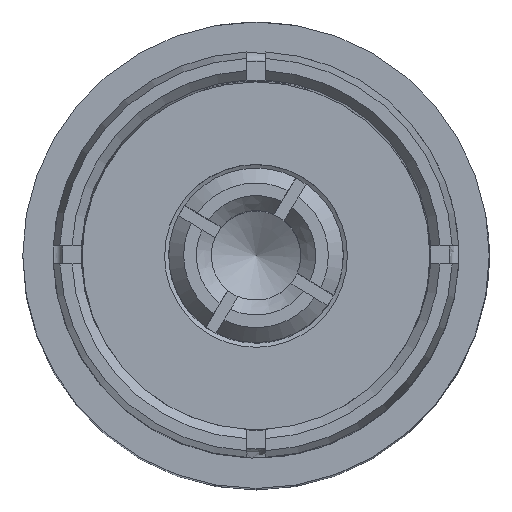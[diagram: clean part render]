
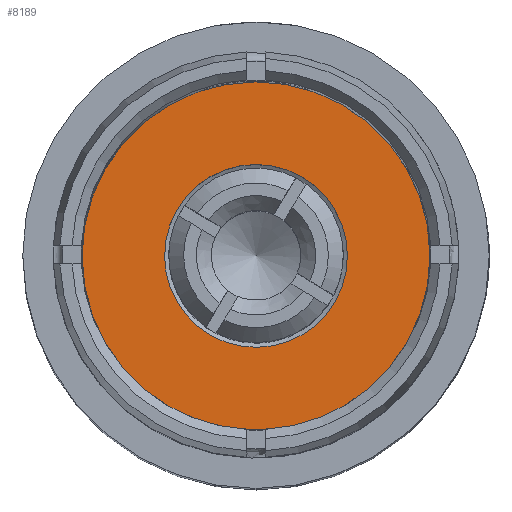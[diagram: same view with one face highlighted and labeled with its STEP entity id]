
A CAD part, top view. The second image highlights one B-rep face of the part: STEP entity #8189.
In plain terms, the highlighted planar face has unit normal (0, 0, 1).
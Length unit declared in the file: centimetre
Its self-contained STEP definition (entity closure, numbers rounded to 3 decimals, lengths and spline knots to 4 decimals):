
#2808=VERTEX_POINT('',#14675);
#2813=VERTEX_POINT('',#14688);
#2975=CIRCLE('',#15407,0.4737);
#2980=CIRCLE('',#15415,0.2489);
#4116=EDGE_CURVE('',#2808,#2808,#2975,.T.);
#4121=EDGE_CURVE('',#2813,#2813,#2980,.T.);
#6154=ORIENTED_EDGE('',*,*,#4121,.T.);
#6155=ORIENTED_EDGE('',*,*,#4116,.T.);
#7136=EDGE_LOOP('',(#6154));
#7137=EDGE_LOOP('',(#6155));
#7677=FACE_BOUND('',#7136,.T.);
#7678=FACE_BOUND('',#7137,.T.);
#8189=ADVANCED_FACE('',(#7677,#7678),#8404,.T.);
#8404=PLANE('',#15417);
#9380=DIRECTION('',(0.,0.,1.));
#9381=DIRECTION('',(-0.409,-0.239,0.));
#9395=DIRECTION('',(0.,0.,-1.));
#9396=DIRECTION('',(0.125,-0.215,0.));
#9399=DIRECTION('',(0.,0.,1.));
#14674=CARTESIAN_POINT('',(0.,0.,
-2.0132));
#14675=CARTESIAN_POINT('',(-0.4092,-0.2386,-2.0132));
#14687=CARTESIAN_POINT('',(0.,0.,
-2.0132));
#14688=CARTESIAN_POINT('',(0.1254,-0.215,-2.0132));
#14690=CARTESIAN_POINT('',(0.,0.,
-2.0132));
#15407=AXIS2_PLACEMENT_3D('',#14674,#9380,#9381);
#15415=AXIS2_PLACEMENT_3D('',#14687,#9395,#9396);
#15417=AXIS2_PLACEMENT_3D('',#14690,#9399,$);
